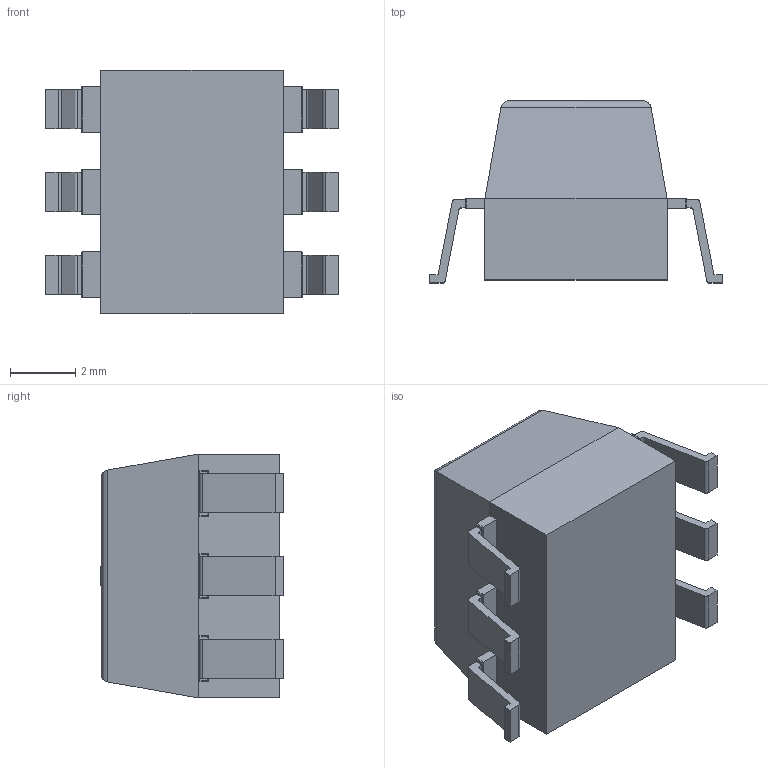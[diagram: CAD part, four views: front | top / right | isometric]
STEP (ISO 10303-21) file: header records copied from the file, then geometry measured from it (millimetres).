
FILE_DESCRIPTION (( 'STEP AP214' ), '1' );
FILE_NAME ('IFC_NT532CT_L9W7.5T5.6.STEP', '2018-10-11T20:20:52', ( '' ), ( '' ), 'SwSTEP 2.0', 'SolidWorks 2014', '' );
FILE_SCHEMA (( 'AUTOMOTIVE_DESIGN' ));
Length unit declared in the file: millimetre
Products named in the file (1): IFC_NT532CT_L9W7.5T5.6
Bounding box: 9 x 5.61 x 7.5 mm (x, y, z)
Volume: 218.1 mm3; surface area: 272.5 mm2
Topology: 1 solids, 1 shells, 212 faces, 547 edges, 346 vertices
Faces by surface type: plane 166, cylinder 46
Entity records: 8051 total; most frequent: CARTESIAN_POINT 1190, ORIENTED_EDGE 1094, DIRECTION 981, EDGE_CURVE 547, LINE 483, VECTOR 483, VERTEX_POINT 346, AXIS2_PLACEMENT_3D 249
